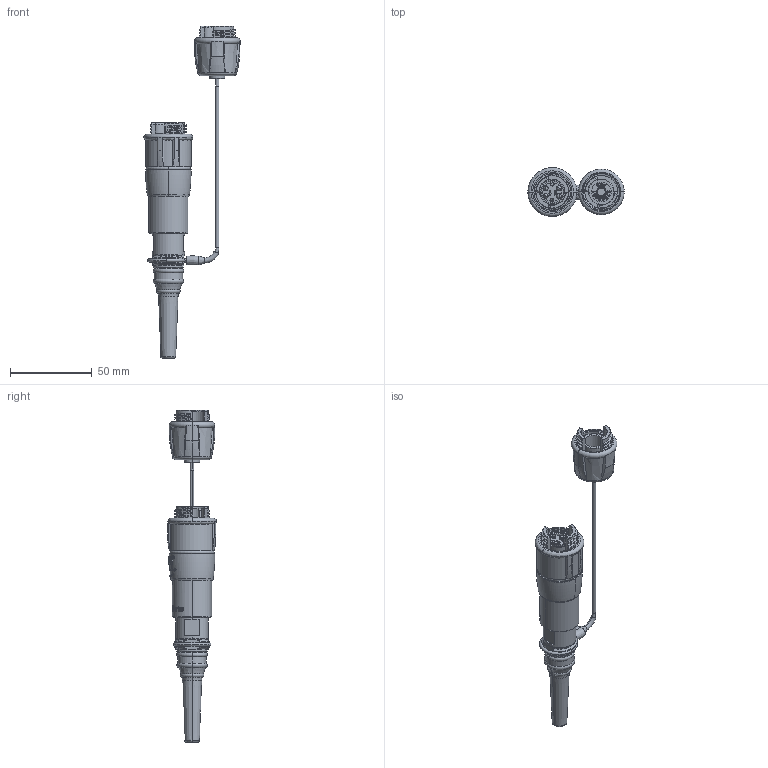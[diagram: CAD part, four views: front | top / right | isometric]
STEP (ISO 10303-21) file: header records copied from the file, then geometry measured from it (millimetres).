
FILE_DESCRIPTION (( 'STEP AP214' ), '1' );
FILE_NAME ('NKO4S_FX_01.STEP', '2023-11-25T19:53:28', ( '' ), ( '' ), 'SwSTEP 2.0', 'SolidWorks 2020', '' );
FILE_SCHEMA (( 'AUTOMOTIVE_DESIGN' ));
Length unit declared in the file: millimetre
Products named in the file (1): NKO4S_FX_01
Bounding box: 59.02 x 29.94 x 203.6 mm (x, y, z)
Volume: 56454.6 mm3; surface area: 23245.8 mm2
Topology: 3 solids, 5 shells, 2249 faces, 5885 edges, 3492 vertices
Faces by surface type: bspline 1575, plane 353, cylinder 181, torus 83, cone 57
Entity records: 169188 total; most frequent: CARTESIAN_POINT 102467, ORIENTED_EDGE 11746, EDGE_CURVE 5873, B_SPLINE_CURVE_WITH_KNOTS 4285, VERTEX_POINT 3492, DIRECTION 3393, EDGE_LOOP 2575, UNCERTAINTY_MEASURE_WITH_UNIT 2254
